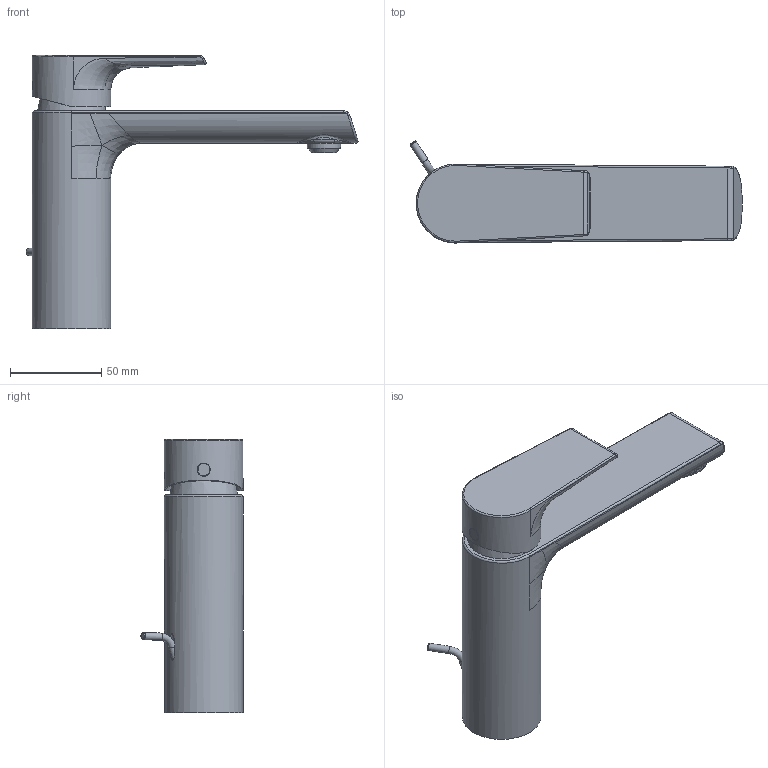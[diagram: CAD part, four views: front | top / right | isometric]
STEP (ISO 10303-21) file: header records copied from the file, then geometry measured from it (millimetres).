
FILE_DESCRIPTION(/* description */ (''),/* implementation_level */ '2;1');
FILE_NAME(/* name */ '3D_TVW107003000_Liberty_V03.step',/* time_stamp */ '2023-01-12T16:04:34+01:00',/* author */ (''),/* organization */ (''),/* preprocessor_version */ 'ST-DEVELOPER v19.2',/* originating_system */ 'Autodesk Translation Framework v11.17.0.187',/* authorisation */ '');
FILE_SCHEMA (('AUTOMOTIVE_DESIGN { 1 0 10303 214 3 1 1 }'));
Length unit declared in the file: millimetre
Products named in the file (8): (Nicht gespeichert); 01000461; 12000949; 16002837_ASM; 03000297; 05000016; 10000313; Auslauf_reduziert
Assembly tree (7 placements, depth 3):
  (Nicht gespeichert)
    01000461
    12000949
    16002837_ASM
      03000297
      05000016
    10000313
    Auslauf_reduziert
Bounding box: 181.52 x 55.81 x 149.3 mm (x, y, z)
Volume: 2566.1 mm3; surface area: 52557.7 mm2
Topology: 3 solids, 6 shells, 231 faces, 529 edges, 315 vertices
Faces by surface type: bspline 78, plane 51, cylinder 51, torus 25, sphere 16, cone 10
Full cylindrical faces by diameter (mm): 4 x2, 4.5 x1, 6.5 x1, 7.2 x1, 23 x1, 25 x1, 33 x1, 33.5 x2, 43 x2
Entity records: 16347 total; most frequent: CARTESIAN_POINT 11293, ORIENTED_EDGE 1030, DIRECTION 1001, EDGE_CURVE 529, AXIS2_PLACEMENT_3D 446, VERTEX_POINT 315, CIRCLE 275, EDGE_LOOP 242
